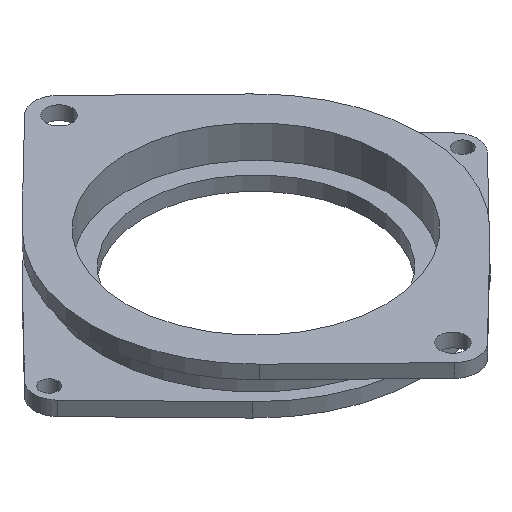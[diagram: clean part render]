
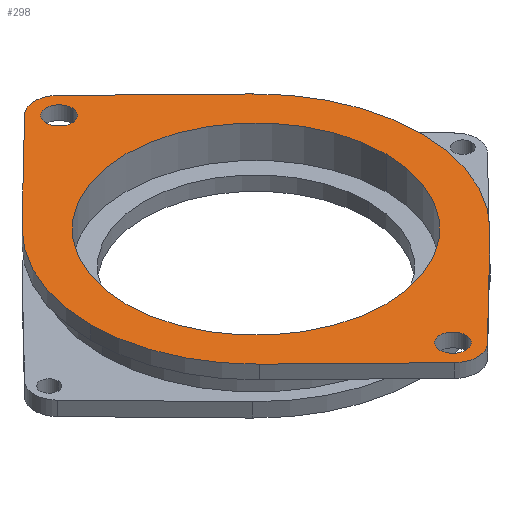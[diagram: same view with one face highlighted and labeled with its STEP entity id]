
A CAD part, isometric view. The second image highlights one B-rep face of the part: STEP entity #298.
In plain terms, the highlighted planar face has unit normal (0, 0, 1).
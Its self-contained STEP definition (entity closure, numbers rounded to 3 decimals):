
#4 = CARTESIAN_POINT ( 'NONE',  ( 2.791, 36.366, 2.3 ) ) ;
#7 = DIRECTION ( 'NONE',  ( -1., 0., 0. ) ) ;
#18 = CARTESIAN_POINT ( 'NONE',  ( 2.2, 33.3, 2.3 ) ) ;
#22 = CARTESIAN_POINT ( 'NONE',  ( 2.2, -33.3, 2.3 ) ) ;
#37 = VERTEX_POINT ( 'NONE', #1023 ) ;
#44 = EDGE_CURVE ( 'NONE', #879, #37, #1101, .T. ) ;
#70 = AXIS2_PLACEMENT_3D ( 'NONE', #758, #666, #1035 ) ;
#82 = EDGE_CURVE ( 'NONE', #177, #149, #987, .T. ) ;
#93 = EDGE_LOOP ( 'NONE', ( #258, #494 ) ) ;
#102 = ORIENTED_EDGE ( 'NONE', *, *, #819, .F. ) ;
#116 = FACE_OUTER_BOUND ( 'NONE', #129, .T. ) ;
#124 = VERTEX_POINT ( 'NONE', #367 ) ;
#129 = EDGE_LOOP ( 'NONE', ( #935, #846, #156, #681, #327, #622, #212, #1175, #584 ) ) ;
#145 = DIRECTION ( 'NONE',  ( 1., 0., 0. ) ) ;
#149 = VERTEX_POINT ( 'NONE', #822 ) ;
#155 = VERTEX_POINT ( 'NONE', #1095 ) ;
#156 = ORIENTED_EDGE ( 'NONE', *, *, #164, .T. ) ;
#164 = EDGE_CURVE ( 'NONE', #155, #1114, #921, .T. ) ;
#170 = AXIS2_PLACEMENT_3D ( 'NONE', #1145, #493, #942 ) ;
#177 = VERTEX_POINT ( 'NONE', #680 ) ;
#178 = CARTESIAN_POINT ( 'NONE',  ( 19.535, -20.06, 2.3 ) ) ;
#192 = DIRECTION ( 'NONE',  ( 0., 0., 1. ) ) ;
#201 = FACE_BOUND ( 'NONE', #632, .T. ) ;
#208 = CIRCLE ( 'NONE', #70, 2.2 ) ;
#212 = ORIENTED_EDGE ( 'NONE', *, *, #235, .T. ) ;
#224 = DIRECTION ( 'NONE',  ( 1., 0., 0. ) ) ;
#232 = CIRCLE ( 'NONE', #913, 2.2 ) ;
#235 = EDGE_CURVE ( 'NONE', #37, #241, #1047, .T. ) ;
#241 = VERTEX_POINT ( 'NONE', #4 ) ;
#258 = ORIENTED_EDGE ( 'NONE', *, *, #292, .F. ) ;
#263 = AXIS2_PLACEMENT_3D ( 'NONE', #993, #534, #1010 ) ;
#271 = ORIENTED_EDGE ( 'NONE', *, *, #778, .F. ) ;
#277 = CARTESIAN_POINT ( 'NONE',  ( 0., -33.5, 2.3 ) ) ;
#282 = DIRECTION ( 'NONE',  ( 0., 0., 1. ) ) ;
#292 = EDGE_CURVE ( 'NONE', #340, #668, #208, .T. ) ;
#296 = CARTESIAN_POINT ( 'NONE',  ( 22., 0., 2.3 ) ) ;
#298 = ADVANCED_FACE ( 'NONE', ( #582, #116, #201, #575 ), #776, .T. ) ;
#299 = CARTESIAN_POINT ( 'NONE',  ( 2.791, 36.366, 2.3 ) ) ;
#302 = CARTESIAN_POINT ( 'NONE',  ( -2.791, -36.366, 2.3 ) ) ;
#308 = VERTEX_POINT ( 'NONE', #18 ) ;
#318 = DIRECTION ( 'NONE',  ( 0.716, 0.698, 0. ) ) ;
#327 = ORIENTED_EDGE ( 'NONE', *, *, #375, .T. ) ;
#330 = VERTEX_POINT ( 'NONE', #786 ) ;
#332 = DIRECTION ( 'NONE',  ( 1., 0., 0. ) ) ;
#336 = DIRECTION ( 'NONE',  ( 1., 0., 0. ) ) ;
#340 = VERTEX_POINT ( 'NONE', #438 ) ;
#355 = DIRECTION ( 'NONE',  ( 1., 0., 0. ) ) ;
#367 = CARTESIAN_POINT ( 'NONE',  ( -2.791, 36.366, 2.3 ) ) ;
#369 = DIRECTION ( 'NONE',  ( -0.716, -0.698, 0. ) ) ;
#372 = CARTESIAN_POINT ( 'NONE',  ( 0., 0., 2.3 ) ) ;
#375 = EDGE_CURVE ( 'NONE', #1133, #879, #793, .T. ) ;
#391 = DIRECTION ( 'NONE',  ( 1., 0., 0. ) ) ;
#399 = DIRECTION ( 'NONE',  ( 0.716, -0.698, 0. ) ) ;
#431 = CARTESIAN_POINT ( 'NONE',  ( 0., 0., 2.3 ) ) ;
#432 = AXIS2_PLACEMENT_3D ( 'NONE', #877, #693, #332 ) ;
#433 = DIRECTION ( 'NONE',  ( 0., 0., 1. ) ) ;
#438 = CARTESIAN_POINT ( 'NONE',  ( -2.2, -33.3, 2.3 ) ) ;
#450 = DIRECTION ( 'NONE',  ( 0., 0., 1. ) ) ;
#493 = DIRECTION ( 'NONE',  ( 0., 0., 1. ) ) ;
#494 = ORIENTED_EDGE ( 'NONE', *, *, #1109, .F. ) ;
#521 = CARTESIAN_POINT ( 'NONE',  ( 0., 33.3, 2.3 ) ) ;
#523 = CIRCLE ( 'NONE', #263, 22. ) ;
#525 = VECTOR ( 'NONE', #318, 1000. ) ;
#534 = DIRECTION ( 'NONE',  ( 0., 0., 1. ) ) ;
#537 = ORIENTED_EDGE ( 'NONE', *, *, #961, .F. ) ;
#547 = AXIS2_PLACEMENT_3D ( 'NONE', #521, #887, #224 ) ;
#575 = FACE_BOUND ( 'NONE', #738, .T. ) ;
#582 = FACE_BOUND ( 'NONE', #93, .T. ) ;
#584 = ORIENTED_EDGE ( 'NONE', *, *, #1019, .T. ) ;
#585 = EDGE_CURVE ( 'NONE', #241, #124, #660, .T. ) ;
#599 = VECTOR ( 'NONE', #763, 1000. ) ;
#607 = DIRECTION ( 'NONE',  ( 0., 0., 1. ) ) ;
#622 = ORIENTED_EDGE ( 'NONE', *, *, #44, .T. ) ;
#632 = EDGE_LOOP ( 'NONE', ( #537, #271 ) ) ;
#657 = LINE ( 'NONE', #940, #1063 ) ;
#660 = CIRCLE ( 'NONE', #968, 4. ) ;
#666 = DIRECTION ( 'NONE',  ( 0., 0., 1. ) ) ;
#668 = VERTEX_POINT ( 'NONE', #22 ) ;
#680 = CARTESIAN_POINT ( 'NONE',  ( -19.535, 20.06, 2.3 ) ) ;
#681 = ORIENTED_EDGE ( 'NONE', *, *, #1050, .T. ) ;
#693 = DIRECTION ( 'NONE',  ( 0., 0., 1. ) ) ;
#728 = CARTESIAN_POINT ( 'NONE',  ( -22., 0., 2.3 ) ) ;
#731 = DIRECTION ( 'NONE',  ( 0., 0., 1. ) ) ;
#738 = EDGE_LOOP ( 'NONE', ( #102, #787 ) ) ;
#750 = AXIS2_PLACEMENT_3D ( 'NONE', #836, #192, #910 ) ;
#758 = CARTESIAN_POINT ( 'NONE',  ( 0., -33.3, 2.3 ) ) ;
#763 = DIRECTION ( 'NONE',  ( -0.716, 0.698, 0. ) ) ;
#766 = CARTESIAN_POINT ( 'NONE',  ( 0., -33.3, 2.3 ) ) ;
#776 = PLANE ( 'NONE',  #170 ) ;
#778 = EDGE_CURVE ( 'NONE', #991, #914, #1104, .T. ) ;
#786 = CARTESIAN_POINT ( 'NONE',  ( -2.2, 33.3, 2.3 ) ) ;
#787 = ORIENTED_EDGE ( 'NONE', *, *, #841, .F. ) ;
#793 = LINE ( 'NONE', #976, #525 ) ;
#808 = CARTESIAN_POINT ( 'NONE',  ( 0., 33.5, 2.3 ) ) ;
#809 = CIRCLE ( 'NONE', #888, 28. ) ;
#811 = VECTOR ( 'NONE', #399, 1000. ) ;
#819 = EDGE_CURVE ( 'NONE', #330, #308, #232, .T. ) ;
#822 = CARTESIAN_POINT ( 'NONE',  ( -28., 0., 2.3 ) ) ;
#836 = CARTESIAN_POINT ( 'NONE',  ( 0., 0., 2.3 ) ) ;
#841 = EDGE_CURVE ( 'NONE', #308, #330, #1066, .T. ) ;
#846 = ORIENTED_EDGE ( 'NONE', *, *, #1173, .T. ) ;
#847 = AXIS2_PLACEMENT_3D ( 'NONE', #277, #282, #7 ) ;
#864 = CARTESIAN_POINT ( 'NONE',  ( -19.535, -20.06, 2.3 ) ) ;
#877 = CARTESIAN_POINT ( 'NONE',  ( 0., 0., 2.3 ) ) ;
#879 = VERTEX_POINT ( 'NONE', #178 ) ;
#887 = DIRECTION ( 'NONE',  ( 0., 0., 1. ) ) ;
#888 = AXIS2_PLACEMENT_3D ( 'NONE', #431, #607, #336 ) ;
#910 = DIRECTION ( 'NONE',  ( 1., 0., 0. ) ) ;
#913 = AXIS2_PLACEMENT_3D ( 'NONE', #980, #433, #145 ) ;
#914 = VERTEX_POINT ( 'NONE', #728 ) ;
#921 = LINE ( 'NONE', #864, #811 ) ;
#930 = CARTESIAN_POINT ( 'NONE',  ( 2.791, -36.366, 2.3 ) ) ;
#935 = ORIENTED_EDGE ( 'NONE', *, *, #82, .T. ) ;
#940 = CARTESIAN_POINT ( 'NONE',  ( -19.535, 20.06, 2.3 ) ) ;
#942 = DIRECTION ( 'NONE',  ( 1., 0., 0. ) ) ;
#961 = EDGE_CURVE ( 'NONE', #914, #991, #523, .T. ) ;
#968 = AXIS2_PLACEMENT_3D ( 'NONE', #808, #450, #355 ) ;
#976 = CARTESIAN_POINT ( 'NONE',  ( 2.791, -36.366, 2.3 ) ) ;
#980 = CARTESIAN_POINT ( 'NONE',  ( 0., 33.3, 2.3 ) ) ;
#987 = CIRCLE ( 'NONE', #1140, 28. ) ;
#991 = VERTEX_POINT ( 'NONE', #296 ) ;
#993 = CARTESIAN_POINT ( 'NONE',  ( 0., 0., 2.3 ) ) ;
#1010 = DIRECTION ( 'NONE',  ( 1., 0., 0. ) ) ;
#1019 = EDGE_CURVE ( 'NONE', #124, #177, #657, .T. ) ;
#1023 = CARTESIAN_POINT ( 'NONE',  ( 19.535, 20.06, 2.3 ) ) ;
#1024 = CIRCLE ( 'NONE', #847, 4. ) ;
#1035 = DIRECTION ( 'NONE',  ( 1., 0., 0. ) ) ;
#1047 = LINE ( 'NONE', #299, #599 ) ;
#1050 = EDGE_CURVE ( 'NONE', #1114, #1133, #1024, .T. ) ;
#1063 = VECTOR ( 'NONE', #369, 1000. ) ;
#1066 = CIRCLE ( 'NONE', #547, 2.2 ) ;
#1082 = AXIS2_PLACEMENT_3D ( 'NONE', #766, #1134, #391 ) ;
#1095 = CARTESIAN_POINT ( 'NONE',  ( -19.535, -20.06, 2.3 ) ) ;
#1101 = CIRCLE ( 'NONE', #750, 28. ) ;
#1102 = DIRECTION ( 'NONE',  ( 1., 0., 0. ) ) ;
#1104 = CIRCLE ( 'NONE', #432, 22. ) ;
#1109 = EDGE_CURVE ( 'NONE', #668, #340, #1183, .T. ) ;
#1114 = VERTEX_POINT ( 'NONE', #302 ) ;
#1133 = VERTEX_POINT ( 'NONE', #930 ) ;
#1134 = DIRECTION ( 'NONE',  ( 0., 0., 1. ) ) ;
#1140 = AXIS2_PLACEMENT_3D ( 'NONE', #372, #731, #1102 ) ;
#1145 = CARTESIAN_POINT ( 'NONE',  ( 0., 0., 2.3 ) ) ;
#1173 = EDGE_CURVE ( 'NONE', #149, #155, #809, .T. ) ;
#1175 = ORIENTED_EDGE ( 'NONE', *, *, #585, .T. ) ;
#1183 = CIRCLE ( 'NONE', #1082, 2.2 ) ;
